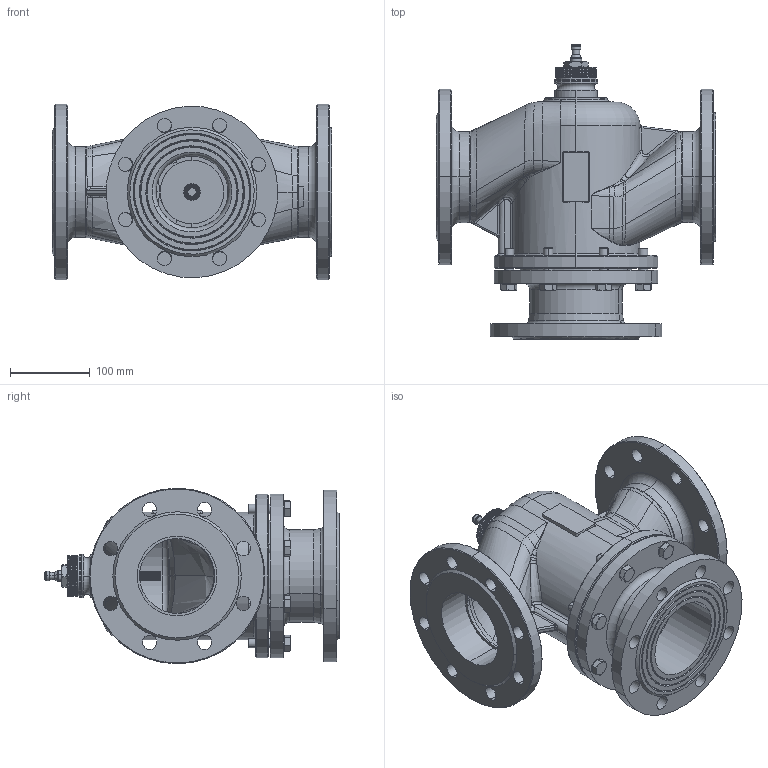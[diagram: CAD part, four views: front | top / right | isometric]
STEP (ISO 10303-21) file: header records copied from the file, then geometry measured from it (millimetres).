
FILE_DESCRIPTION((''),'2;1');
FILE_NAME('VFQ32_100_16','2023-03-27T16:20:15',('phili'),(''),'CREO PARAMETRIC BY PTC INC, 2019010','CREO PARAMETRIC BY PTC INC, 2019010','');
FILE_SCHEMA(('CONFIG_CONTROL_DESIGN'));
Products named in the file (1): VFQ32_100_16
Bounding box: 350 x 368.62 x 220 mm (x, y, z)
Surface area: 771952.8 mm2 (no closed solid volume)
Topology: 0 solids, 49 shells, 1010 faces, 2739 edges, 1755 vertices
Faces by surface type: bspline 319, cylinder 251, plane 205, cone 148, torus 51, extrusion 32, sphere 4
Entity records: 95600 total; most frequent: CARTESIAN_POINT 73287, ORIENTED_EDGE 4930, DIRECTION 3625, EDGE_CURVE 2739, VERTEX_POINT 1755, AXIS2_PLACEMENT_3D 1473, B_SPLINE_CURVE_WITH_KNOTS 1310, EDGE_LOOP 1121
